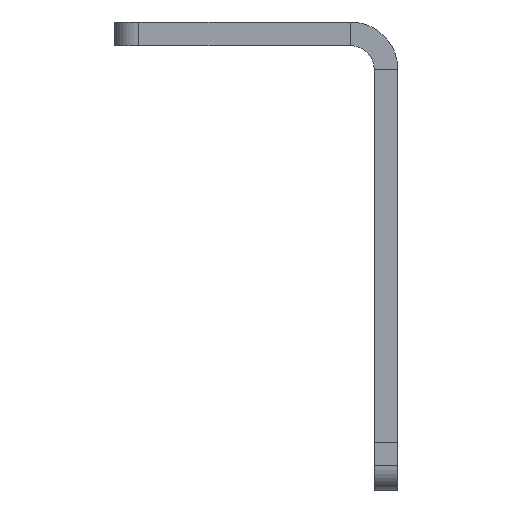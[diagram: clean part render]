
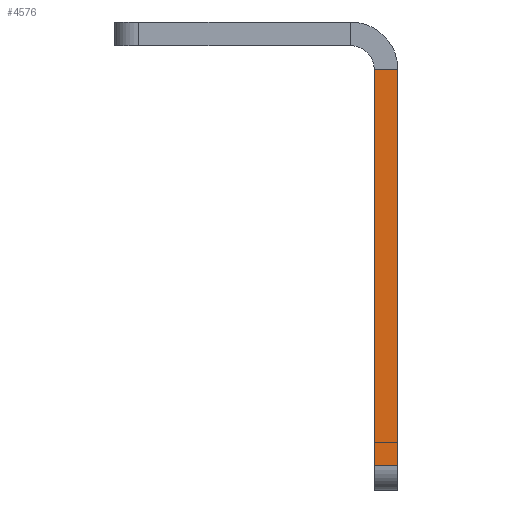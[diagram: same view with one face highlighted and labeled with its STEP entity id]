
A CAD part, left-side view. The second image highlights one B-rep face of the part: STEP entity #4576.
In plain terms, the highlighted planar face has unit normal (-1, 0, 0).
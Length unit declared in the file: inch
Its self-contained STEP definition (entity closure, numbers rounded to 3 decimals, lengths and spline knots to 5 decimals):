
#146 = VERTEX_POINT ( 'NONE', #3337 ) ;
#305 = DIRECTION ( 'NONE',  ( -1., 0., 0. ) ) ;
#1201 = EDGE_CURVE ( 'NONE', #3839, #146, #6505, .T. ) ;
#1503 = DIRECTION ( 'NONE',  ( 0., 0., 1. ) ) ;
#1616 = VERTEX_POINT ( 'NONE', #7708 ) ;
#2052 = EDGE_CURVE ( 'NONE', #3721, #1616, #4819, .T. ) ;
#2599 = EDGE_CURVE ( 'NONE', #1616, #146, #7826, .T. ) ;
#2985 = CARTESIAN_POINT ( 'NONE',  ( -61.25, 0., 0. ) ) ;
#3218 = VECTOR ( 'NONE', #5603, 39.37008 ) ;
#3337 = CARTESIAN_POINT ( 'NONE',  ( -61.25, 0.125, -2.344 ) ) ;
#3458 = ORIENTED_EDGE ( 'NONE', *, *, #2599, .T. ) ;
#3466 = ORIENTED_EDGE ( 'NONE', *, *, #3669, .F. ) ;
#3490 = CARTESIAN_POINT ( 'NONE',  ( -61.25, 0.0625, -0.25 ) ) ;
#3549 = AXIS2_PLACEMENT_3D ( 'NONE', #8314, #305, #1503 ) ;
#3669 = EDGE_CURVE ( 'NONE', #3721, #3839, #4445, .T. ) ;
#3721 = VERTEX_POINT ( 'NONE', #8706 ) ;
#3839 = VERTEX_POINT ( 'NONE', #4052 ) ;
#3922 = VECTOR ( 'NONE', #8321, 39.37008 ) ;
#4052 = CARTESIAN_POINT ( 'NONE',  ( -61.25, 0., -2.344 ) ) ;
#4365 = CARTESIAN_POINT ( 'NONE',  ( -61.25, 0.125, -1.362 ) ) ;
#4445 = LINE ( 'NONE', #2985, #7931 ) ;
#4576 = ADVANCED_FACE ( 'NONE', ( #5557 ), #8264, .T. ) ;
#4819 = LINE ( 'NONE', #3490, #3922 ) ;
#5557 = FACE_OUTER_BOUND ( 'NONE', #7910, .T. ) ;
#5603 = DIRECTION ( 'NONE',  ( 0., 0., -1. ) ) ;
#5869 = DIRECTION ( 'NONE',  ( 0., 0., -1. ) ) ;
#5880 = CARTESIAN_POINT ( 'NONE',  ( -61.25, 0.20698, -2.344 ) ) ;
#6505 = LINE ( 'NONE', #5880, #8599 ) ;
#7572 = ORIENTED_EDGE ( 'NONE', *, *, #2052, .T. ) ;
#7708 = CARTESIAN_POINT ( 'NONE',  ( -61.25, 0.125, -0.25 ) ) ;
#7826 = LINE ( 'NONE', #4365, #3218 ) ;
#7910 = EDGE_LOOP ( 'NONE', ( #3458, #8699, #3466, #7572 ) ) ;
#7931 = VECTOR ( 'NONE', #5869, 39.37008 ) ;
#8264 = PLANE ( 'NONE',  #3549 ) ;
#8314 = CARTESIAN_POINT ( 'NONE',  ( -61.25, 0.0625, -1.362 ) ) ;
#8321 = DIRECTION ( 'NONE',  ( 0., 1., 0. ) ) ;
#8599 = VECTOR ( 'NONE', #8631, 39.37008 ) ;
#8631 = DIRECTION ( 'NONE',  ( 0., 1., 0. ) ) ;
#8699 = ORIENTED_EDGE ( 'NONE', *, *, #1201, .F. ) ;
#8706 = CARTESIAN_POINT ( 'NONE',  ( -61.25, 0., -0.25 ) ) ;
